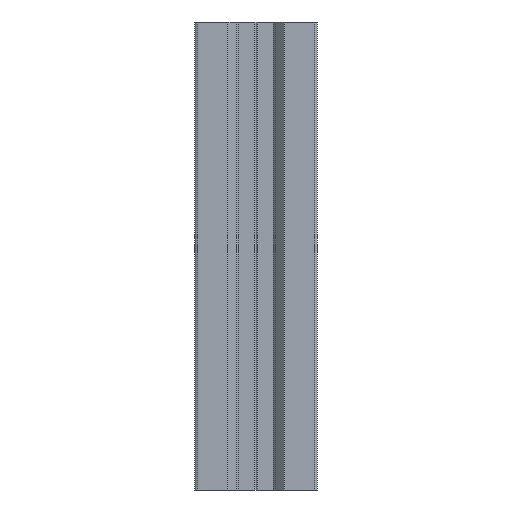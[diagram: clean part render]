
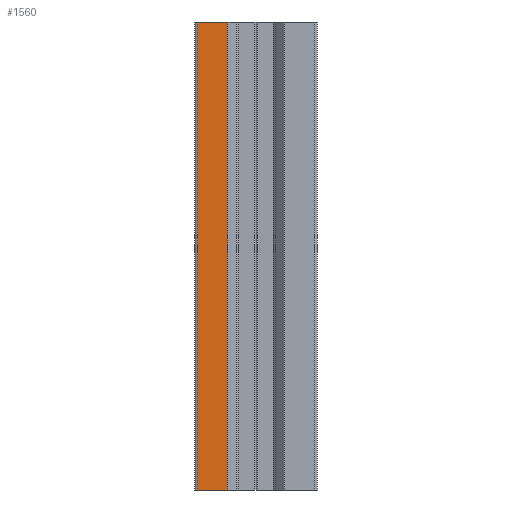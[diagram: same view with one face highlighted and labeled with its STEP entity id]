
A CAD part, left-side view. The second image highlights one B-rep face of the part: STEP entity #1560.
In plain terms, the highlighted planar face has unit normal (-1, 0, 0).
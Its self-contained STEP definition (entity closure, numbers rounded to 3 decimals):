
#2 = AXIS2_PLACEMENT_3D ( 'NONE', #2071, #2143, #1959 ) ;
#88 = CARTESIAN_POINT ( 'NONE',  ( -10., 4.58, 0. ) ) ;
#180 = VERTEX_POINT ( 'NONE', #1598 ) ;
#252 = VECTOR ( 'NONE', #1687, 1000. ) ;
#254 = LINE ( 'NONE', #1654, #286 ) ;
#279 = LINE ( 'NONE', #1690, #1027 ) ;
#286 = VECTOR ( 'NONE', #1696, 1000. ) ;
#301 = LINE ( 'NONE', #1643, #354 ) ;
#319 = LINE ( 'NONE', #1664, #252 ) ;
#354 = VECTOR ( 'NONE', #1644, 1000. ) ;
#404 = VERTEX_POINT ( 'NONE', #2387 ) ;
#451 = ORIENTED_EDGE ( 'NONE', *, *, #1270, .T. ) ;
#618 = ORIENTED_EDGE ( 'NONE', *, *, #1301, .T. ) ;
#621 = ORIENTED_EDGE ( 'NONE', *, *, #1296, .F. ) ;
#622 = ORIENTED_EDGE ( 'NONE', *, *, #1290, .F. ) ;
#751 = VERTEX_POINT ( 'NONE', #1682 ) ;
#841 = PLANE ( 'NONE',  #2 ) ;
#1027 = VECTOR ( 'NONE', #1697, 1000. ) ;
#1270 = EDGE_CURVE ( 'NONE', #180, #751, #301, .T. ) ;
#1290 = EDGE_CURVE ( 'NONE', #2287, #751, #319, .T. ) ;
#1296 = EDGE_CURVE ( 'NONE', #404, #2287, #254, .T. ) ;
#1301 = EDGE_CURVE ( 'NONE', #404, #180, #279, .T. ) ;
#1560 = ADVANCED_FACE ( 'NONE', ( #2113 ), #841, .T. ) ;
#1598 = CARTESIAN_POINT ( 'NONE',  ( -10., 9.5, 76.2 ) ) ;
#1643 = CARTESIAN_POINT ( 'NONE',  ( -10., 9.5, 76.2 ) ) ;
#1644 = DIRECTION ( 'NONE',  ( 0., 0., -1. ) ) ;
#1654 = CARTESIAN_POINT ( 'NONE',  ( -10., 4.58, 76.2 ) ) ;
#1664 = CARTESIAN_POINT ( 'NONE',  ( -10., 0., 0. ) ) ;
#1682 = CARTESIAN_POINT ( 'NONE',  ( -10., 9.5, 0. ) ) ;
#1687 = DIRECTION ( 'NONE',  ( 0., 1., 0. ) ) ;
#1690 = CARTESIAN_POINT ( 'NONE',  ( -10., 0., 76.2 ) ) ;
#1696 = DIRECTION ( 'NONE',  ( 0., 0., -1. ) ) ;
#1697 = DIRECTION ( 'NONE',  ( 0., 1., 0. ) ) ;
#1959 = DIRECTION ( 'NONE',  ( 0., 0., 1. ) ) ;
#2071 = CARTESIAN_POINT ( 'NONE',  ( -10., 0., 76.2 ) ) ;
#2113 = FACE_OUTER_BOUND ( 'NONE', #2167, .T. ) ;
#2143 = DIRECTION ( 'NONE',  ( -1., 0., 0. ) ) ;
#2167 = EDGE_LOOP ( 'NONE', ( #622, #621, #618, #451 ) ) ;
#2287 = VERTEX_POINT ( 'NONE', #88 ) ;
#2387 = CARTESIAN_POINT ( 'NONE',  ( -10., 4.58, 76.2 ) ) ;
